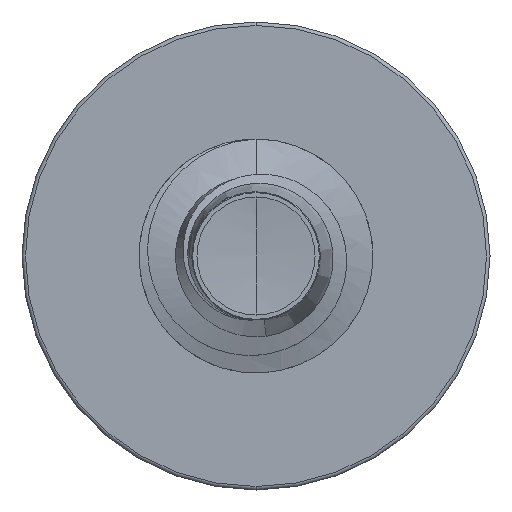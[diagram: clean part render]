
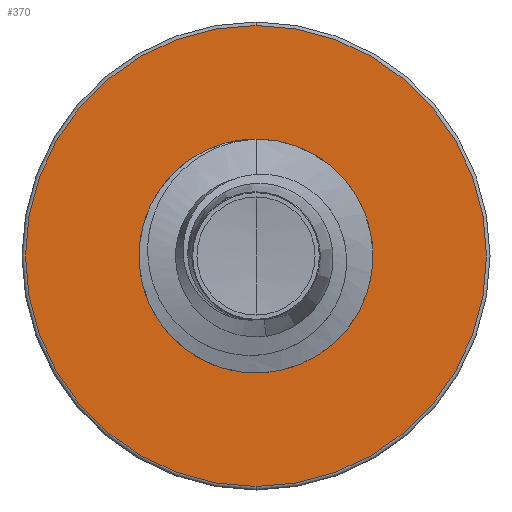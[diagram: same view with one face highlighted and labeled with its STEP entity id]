
A CAD part, front view. The second image highlights one B-rep face of the part: STEP entity #370.
In plain terms, the highlighted planar face has unit normal (0, -1, 0).
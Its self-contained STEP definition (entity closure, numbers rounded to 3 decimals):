
#370 = ADVANCED_FACE ( 'NONE', ( #6569, #9813 ), #9122, .F. ) ;
#686 = EDGE_LOOP ( 'NONE', ( #6395, #8283 ) ) ;
#687 = AXIS2_PLACEMENT_3D ( 'NONE', #6158, #6141, #6137 ) ;
#794 = AXIS2_PLACEMENT_3D ( 'NONE', #10345, #10342, #10337 ) ;
#842 = AXIS2_PLACEMENT_3D ( 'NONE', #10402, #10394, #10391 ) ;
#906 = AXIS2_PLACEMENT_3D ( 'NONE', #3562, #3650, #3301 ) ;
#1516 = ORIENTED_EDGE ( 'NONE', *, *, #9063, .T. ) ;
#2142 = CARTESIAN_POINT ( 'NONE',  ( 0., 4., 3.448 ) ) ;
#3301 = DIRECTION ( 'NONE',  ( 0., 0., 1. ) ) ;
#3562 = CARTESIAN_POINT ( 'NONE',  ( 0., 4., 0. ) ) ;
#3650 = DIRECTION ( 'NONE',  ( 0., 1., 0. ) ) ;
#4052 = CARTESIAN_POINT ( 'NONE',  ( 0., 4., -3.447 ) ) ;
#5589 = EDGE_LOOP ( 'NONE', ( #9860, #1516 ) ) ;
#6137 = DIRECTION ( 'NONE',  ( 0., 0., 1. ) ) ;
#6141 = DIRECTION ( 'NONE',  ( 0., 1., 0. ) ) ;
#6158 = CARTESIAN_POINT ( 'NONE',  ( 0., 4., 0. ) ) ;
#6182 = VERTEX_POINT ( 'NONE', #9417 ) ;
#6395 = ORIENTED_EDGE ( 'NONE', *, *, #9262, .F. ) ;
#6569 = FACE_OUTER_BOUND ( 'NONE', #686, .T. ) ;
#6653 = CIRCLE ( 'NONE', #794, 1.722 ) ;
#7403 = CIRCLE ( 'NONE', #906, 1.722 ) ;
#7648 = CARTESIAN_POINT ( 'NONE',  ( 0., 4., -1.722 ) ) ;
#7716 = CIRCLE ( 'NONE', #687, 3.448 ) ;
#7869 = VERTEX_POINT ( 'NONE', #8797 ) ;
#8088 = AXIS2_PLACEMENT_3D ( 'NONE', #7648, #9113, #10119 ) ;
#8283 = ORIENTED_EDGE ( 'NONE', *, *, #9045, .F. ) ;
#8493 = CIRCLE ( 'NONE', #842, 3.448 ) ;
#8797 = CARTESIAN_POINT ( 'NONE',  ( 0., 4., 1.722 ) ) ;
#8988 = EDGE_CURVE ( 'NONE', #7869, #6182, #7403, .T. ) ;
#9045 = EDGE_CURVE ( 'NONE', #10387, #9053, #8493, .T. ) ;
#9053 = VERTEX_POINT ( 'NONE', #2142 ) ;
#9063 = EDGE_CURVE ( 'NONE', #6182, #7869, #6653, .T. ) ;
#9113 = DIRECTION ( 'NONE',  ( 0., 1., 0. ) ) ;
#9122 = PLANE ( 'NONE',  #8088 ) ;
#9262 = EDGE_CURVE ( 'NONE', #9053, #10387, #7716, .T. ) ;
#9417 = CARTESIAN_POINT ( 'NONE',  ( 0., 4., -1.722 ) ) ;
#9813 = FACE_BOUND ( 'NONE', #5589, .T. ) ;
#9860 = ORIENTED_EDGE ( 'NONE', *, *, #8988, .T. ) ;
#10119 = DIRECTION ( 'NONE',  ( 0., 0., 1. ) ) ;
#10337 = DIRECTION ( 'NONE',  ( 0., 0., 1. ) ) ;
#10342 = DIRECTION ( 'NONE',  ( 0., 1., 0. ) ) ;
#10345 = CARTESIAN_POINT ( 'NONE',  ( 0., 4., 0. ) ) ;
#10387 = VERTEX_POINT ( 'NONE', #4052 ) ;
#10391 = DIRECTION ( 'NONE',  ( 0., 0., 1. ) ) ;
#10394 = DIRECTION ( 'NONE',  ( 0., 1., 0. ) ) ;
#10402 = CARTESIAN_POINT ( 'NONE',  ( 0., 4., 0. ) ) ;
